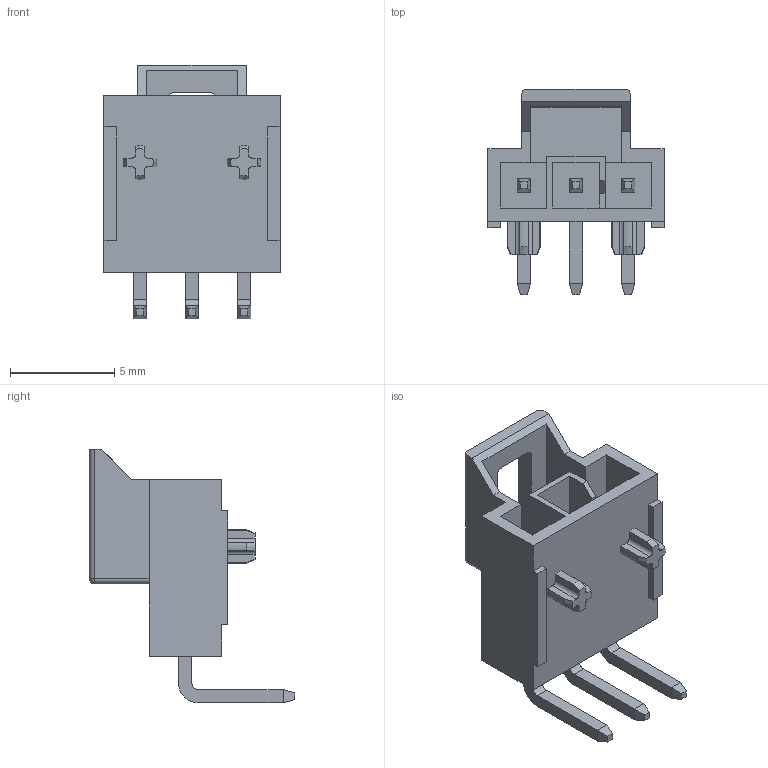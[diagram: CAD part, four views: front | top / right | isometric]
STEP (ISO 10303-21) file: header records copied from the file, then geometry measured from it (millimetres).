
FILE_DESCRIPTION (( 'STEP AP214' ), '1' );
FILE_NAME ('1053131103.STEP', '2021-09-07T19:26:20', ( '' ), ( '' ), 'SwSTEP 2.0', 'SolidWorks 2018', '' );
FILE_SCHEMA (( 'AUTOMOTIVE_DESIGN' ));
Length unit declared in the file: millimetre
Products named in the file (3): 1.STEP; 1053131103; 1053131103.STEP
Assembly tree (2 placements, depth 3):
  1053131103
    1053131103.STEP
      1.STEP
Bounding box: 8.44 x 9.84 x 12.16 mm (x, y, z)
Volume: 200.2 mm3; surface area: 638 mm2
Topology: 1 solids, 1 shells, 168 faces, 450 edges, 288 vertices
Faces by surface type: plane 124, cylinder 32, cone 10, sphere 2
Entity records: 7128 total; most frequent: CARTESIAN_POINT 974, ORIENTED_EDGE 896, DIRECTION 856, EDGE_CURVE 448, LINE 356, VECTOR 356, VERTEX_POINT 288, AXIS2_PLACEMENT_3D 250
